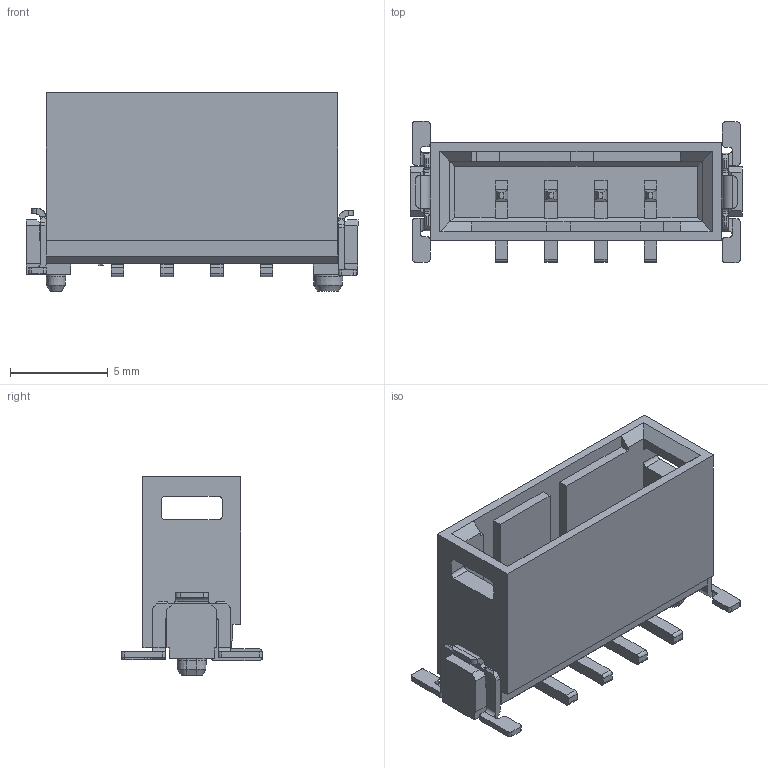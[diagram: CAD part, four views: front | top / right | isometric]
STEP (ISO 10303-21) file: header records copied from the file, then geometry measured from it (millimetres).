
FILE_DESCRIPTION( ('This file contains a STEP AP42 implementation' ,'as created by ZW3D STEP Interface translator.') ,'2;1' );
FILE_NAME( '3915-P04-1MXXWDXR1.stp' ,'23 9 5. 82010', (''), ('ZWCAD Software Co.'), 'Version 1.0', 'ZW3D to STEP translator', '' );
FILE_SCHEMA(('AUTOMOTIVE_DESIGN { 1 0 10303 214 1 1 1 1 }'));
Length unit declared in the file: millimetre
Products named in the file (2): 0; M4-180-ASM
Bounding box: 16.98 x 7.22 x 10.15 mm (x, y, z)
Volume: 374.3 mm3; surface area: 1004.4 mm2
Topology: 1 solids, 1 shells, 574 faces, 1676 edges, 1099 vertices
Faces by surface type: plane 424, cylinder 141, cone 6, bspline 3
Full cylindrical faces by diameter (mm): 1.5 x1
Entity records: 21295 total; most frequent: CARTESIAN_POINT 6185, ORIENTED_EDGE 3354, DIRECTION 2519, EDGE_CURVE 1676, VERTEX_POINT 1099, VECTOR 1057, LINE 1057, AXIS2_PLACEMENT_3D 731
